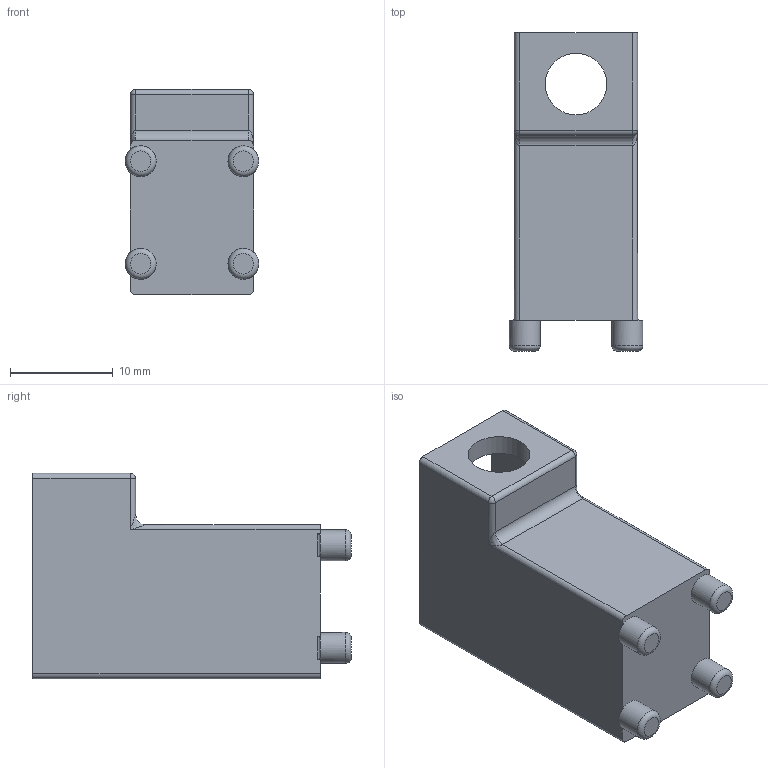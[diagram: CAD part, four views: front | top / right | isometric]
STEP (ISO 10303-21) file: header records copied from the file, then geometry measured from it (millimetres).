
FILE_DESCRIPTION(/* description */ (''),/* implementation_level */ '2;1');
FILE_NAME(/* name */ 'Laser_Diode_Holder.stp',/* time_stamp */ '2024-10-28T08:16:21-04:00',/* author */ ('jmarvel'),/* organization */ (''),/* preprocessor_version */ 'ST-DEVELOPER v18.1',/* originating_system */ 'Autodesk Inventor 2021',/* authorisation */ '');
FILE_SCHEMA (('AUTOMOTIVE_DESIGN { 1 0 10303 214 3 1 1 }'));
Length unit declared in the file: millimetre
Products named in the file (1): Laser_Diode_Holder
Bounding box: 13 x 31 x 20 mm (x, y, z)
Volume: 4509.8 mm3; surface area: 2437.2 mm2
Topology: 1 solids, 1 shells, 47 faces, 136 edges, 88 vertices
Faces by surface type: plane 20, cylinder 19, torus 4, bspline 2, sphere 2
Full cylindrical faces by diameter (mm): 3 x4, 6 x1
Entity records: 1709 total; most frequent: CARTESIAN_POINT 400, DIRECTION 278, ORIENTED_EDGE 268, EDGE_CURVE 134, AXIS2_PLACEMENT_3D 106, VERTEX_POINT 88, LINE 66, VECTOR 66
